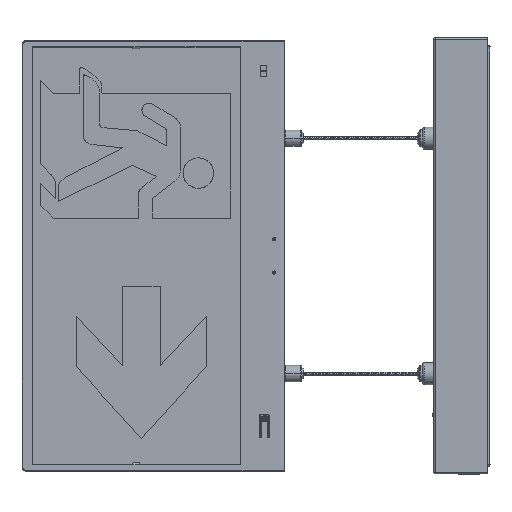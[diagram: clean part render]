
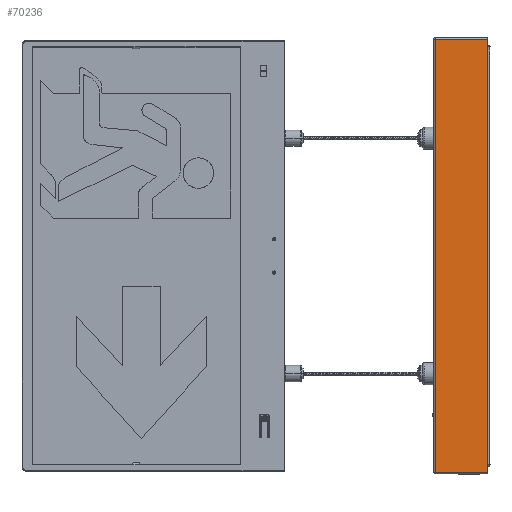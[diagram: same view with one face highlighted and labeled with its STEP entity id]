
A CAD part, front view. The second image highlights one B-rep face of the part: STEP entity #70236.
In plain terms, the highlighted planar face has unit normal (0, -1, 0).
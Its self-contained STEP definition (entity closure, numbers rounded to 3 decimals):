
#6640=DIRECTION('',(1.,0.,0.));
#6641=VECTOR('',#6640,38.);
#6642=CARTESIAN_POINT('',(-1.,-26.,156.5));
#6643=LINE('',#6642,#6641);
#6644=DIRECTION('',(0.,0.,-1.));
#6645=VECTOR('',#6644,313.);
#6646=CARTESIAN_POINT('',(37.,-26.,156.5));
#6647=LINE('',#6646,#6645);
#6648=DIRECTION('',(0.,0.,-1.));
#6649=VECTOR('',#6648,313.);
#6650=CARTESIAN_POINT('',(-1.,-26.,156.5));
#6651=LINE('',#6650,#6649);
#7586=DIRECTION('',(1.,0.,0.));
#7587=VECTOR('',#7586,38.);
#7588=CARTESIAN_POINT('',(-1.,-26.,-156.5));
#7589=LINE('',#7588,#7587);
#52913=CARTESIAN_POINT('',(37.,-26.,156.5));
#52915=VERTEX_POINT('',#52913);
#52937=CARTESIAN_POINT('',(37.,-26.,-156.5));
#52938=VERTEX_POINT('',#52937);
#52939=CARTESIAN_POINT('',(-1.,-26.,156.5));
#52940=VERTEX_POINT('',#52939);
#52947=CARTESIAN_POINT('',(-1.,-26.,-156.5));
#52948=VERTEX_POINT('',#52947);
#70223=CARTESIAN_POINT('',(18.,-26.,0.));
#70224=DIRECTION('',(0.,1.,0.));
#70225=DIRECTION('',(0.,0.,1.));
#70226=AXIS2_PLACEMENT_3D('',#70223,#70224,#70225);
#70227=PLANE('',#70226);
#70229=ORIENTED_EDGE('',*,*,#70228,.F.);
#70230=ORIENTED_EDGE('',*,*,#70215,.T.);
#70231=ORIENTED_EDGE('',*,*,#70204,.T.);
#70233=ORIENTED_EDGE('',*,*,#70232,.F.);
#70234=EDGE_LOOP('',(#70229,#70230,#70231,#70233));
#70235=FACE_OUTER_BOUND('',#70234,.F.);
#70236=ADVANCED_FACE('',(#70235),#70227,.F.);
#70204=EDGE_CURVE('',#52915,#52938,#6647,.T.);
#70215=EDGE_CURVE('',#52940,#52915,#6643,.T.);
#70228=EDGE_CURVE('',#52940,#52948,#6651,.T.);
#70232=EDGE_CURVE('',#52948,#52938,#7589,.T.);
